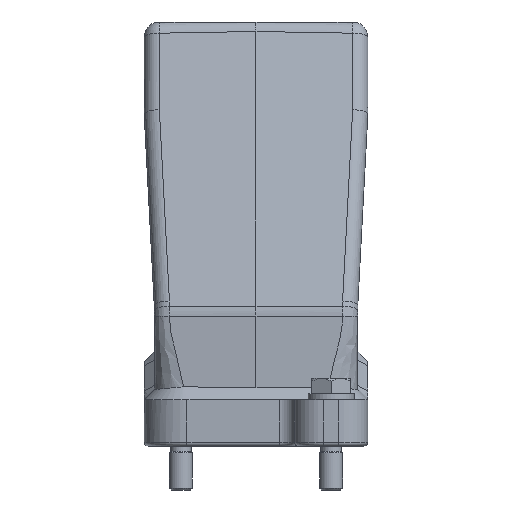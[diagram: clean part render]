
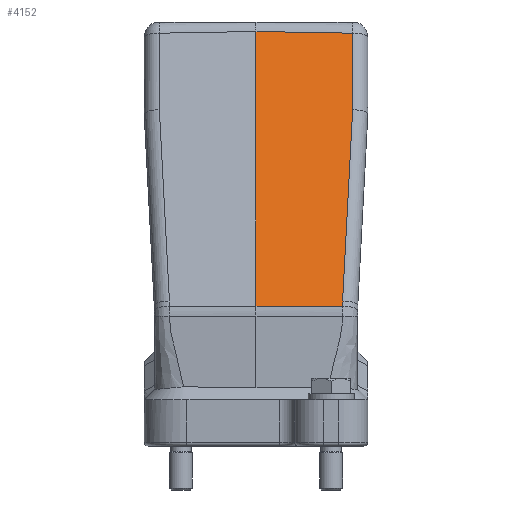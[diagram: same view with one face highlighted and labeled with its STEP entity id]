
A CAD part, left-side view. The second image highlights one B-rep face of the part: STEP entity #4152.
In plain terms, the highlighted planar face has unit normal (-0.966, -0.018, 0.259).
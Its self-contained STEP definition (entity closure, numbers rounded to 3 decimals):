
#4152=ADVANCED_FACE('',(#4898),#4651,.T.);
#4651=PLANE('',#12950);
#4898=FACE_OUTER_BOUND('',#5423,.T.);
#5423=EDGE_LOOP('',(#7833,#7834,#7835,#7836,#7837,#7838));
#6143=LINE('',#17741,#6817);
#6144=LINE('',#17744,#6818);
#6145=LINE('',#17746,#6819);
#6146=LINE('',#17748,#6820);
#6147=LINE('',#17750,#6821);
#6148=LINE('',#17752,#6822);
#6817=VECTOR('',#14244,1.);
#6818=VECTOR('',#14245,1.);
#6819=VECTOR('',#14246,1.);
#6820=VECTOR('',#14247,1.);
#6821=VECTOR('',#14248,1.);
#6822=VECTOR('',#14249,1.);
#7833=ORIENTED_EDGE('',*,*,#11102,.T.);
#7834=ORIENTED_EDGE('',*,*,#11103,.T.);
#7835=ORIENTED_EDGE('',*,*,#11104,.F.);
#7836=ORIENTED_EDGE('',*,*,#11105,.T.);
#7837=ORIENTED_EDGE('',*,*,#11106,.T.);
#7838=ORIENTED_EDGE('',*,*,#11107,.T.);
#10217=VERTEX_POINT('',#17742);
#10218=VERTEX_POINT('',#17743);
#10219=VERTEX_POINT('',#17745);
#10220=VERTEX_POINT('',#17747);
#10221=VERTEX_POINT('',#17749);
#10222=VERTEX_POINT('',#17751);
#11102=EDGE_CURVE('',#10217,#10218,#6143,.T.);
#11103=EDGE_CURVE('',#10218,#10219,#6144,.T.);
#11104=EDGE_CURVE('',#10220,#10219,#6145,.T.);
#11105=EDGE_CURVE('',#10220,#10221,#6146,.T.);
#11106=EDGE_CURVE('',#10221,#10222,#6147,.T.);
#11107=EDGE_CURVE('',#10222,#10217,#6148,.T.);
#12950=AXIS2_PLACEMENT_3D('',#17753,#14250,#14251);
#14244=DIRECTION('',(0.259,0.,0.966));
#14245=DIRECTION('',(-0.013,1.,0.017));
#14246=DIRECTION('',(0.259,0.,0.966));
#14247=DIRECTION('',(0.017,-1.,-0.002));
#14248=DIRECTION('',(0.259,0.,0.966));
#14249=DIRECTION('',(0.259,-0.051,0.964));
#14250=DIRECTION('',(-0.966,-0.017,0.259));
#14251=DIRECTION('',(0.259,0.,0.966));
#17741=CARTESIAN_POINT('',(-54.448,-25.07,91.962));
#17742=CARTESIAN_POINT('',(-60.546,-25.07,69.201));
#17743=CARTESIAN_POINT('',(-55.228,-25.07,89.048));
#17744=CARTESIAN_POINT('',(-55.551,-1.005,89.468));
#17745=CARTESIAN_POINT('',(-55.564,0.,89.486));
#17746=CARTESIAN_POINT('',(-75.,0.,16.95));
#17747=CARTESIAN_POINT('',(-74.659,0.,18.221));
#17748=CARTESIAN_POINT('',(-74.659,0.003,18.221));
#17749=CARTESIAN_POINT('',(-74.267,-22.47,18.17));
#17750=CARTESIAN_POINT('',(-74.187,-22.47,18.468));
#17751=CARTESIAN_POINT('',(-73.887,-22.47,19.59));
#17752=CARTESIAN_POINT('',(-60.796,-25.021,68.273));
#17753=CARTESIAN_POINT('',(-75.,0.,16.95));
